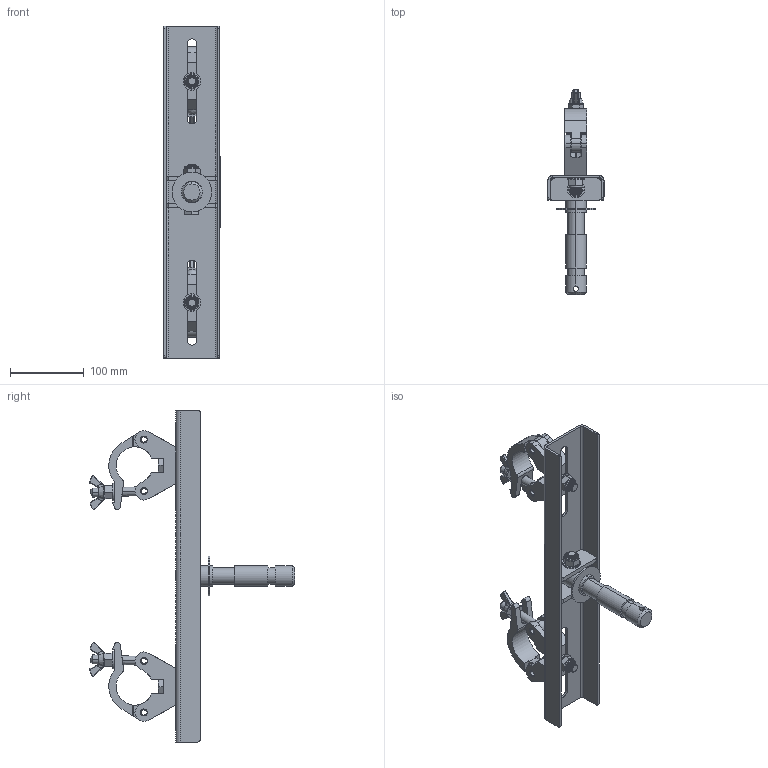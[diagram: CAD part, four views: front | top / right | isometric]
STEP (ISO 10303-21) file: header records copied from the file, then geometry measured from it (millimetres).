
FILE_DESCRIPTION (( 'STEP AP203' ), '1' );
FILE_NAME ('T55705.STEP', '2018-08-02T10:27:06', ( '' ), ( '' ), 'SwSTEP 2.0', 'SolidWorks 2016', '' );
FILE_SCHEMA (( 'CONFIG_CONTROL_DESIGN' ));
Length unit declared in the file: millimetre
Products named in the file (23): F883_DIN 315-M12-GT-C-N; Hex Bolt_ISO 4016 - M12 x 40 x 40-WS; TH2001_TH2001 - 30MM WIDE; SW3dPS-nyloc nut, st stl a2 iso_M12 NYLOC; TH2000_TH2000 - 30MM WIDE; T78000; TH1804; TH2256; T55705; A Washer_Bright washer BS 4320 - M12 (Form A); TH1802; T57001_T57001 T PLATE; F963; TH566; TH157_NO ENGRAVING; Hex Nut Style 1 GradeAB_Doughty Fastners_Hexagon Nut ISO - 4032 - M12 - D - S; F791; Hex Bolt_ISO 4016 - M12 x 60 x 30-WS; TH2255; TH156_TH650; T55705_LABEL; TH714; B Washer_Bright washer BS 4320 - M12 (Form B)
Assembly tree (31 placements, depth 4):
  T55705
    TH714
      TH2256
      TH2255  x2
    TH1804
      TH1802
      F963
    B Washer_Bright washer BS 4320 - M12 (Form B)  x4
    Hex Bolt_ISO 4016 - M12 x 60 x 30-WS
    SW3dPS-nyloc nut, st stl a2 iso_M12 NYLOC  x3
    T57001_T57001 T PLATE  x2
      TH156_TH650
        TH2000_TH2000 - 30MM WIDE
      TH157_NO ENGRAVING
        TH2001_TH2001 - 30MM WIDE
      T78000
        TH566
        A Washer_Bright washer BS 4320 - M12 (Form A)
        Hex Nut Style 1 GradeAB_Doughty Fastners_Hexagon Nut ISO - 4032 - M12 - D - S
        F883_DIN 315-M12-GT-C-N
      F791
    Hex Bolt_ISO 4016 - M12 x 40 x 40-WS  x2
    T55705_LABEL
Bounding box: 76.2 x 277.87 x 450 mm (x, y, z)
Volume: 547356.7 mm3; surface area: 248945.8 mm2
Topology: 32 solids, 32 shells, 1819 faces, 4557 edges, 2860 vertices
Faces by surface type: plane 611, cone 438, cylinder 421, bspline 299, torus 28, sphere 22
Entity records: 56930 total; most frequent: CARTESIAN_POINT 24209, ORIENTED_EDGE 6580, DIRECTION 5666, EDGE_CURVE 3290, VERTEX_POINT 2102, AXIS2_PLACEMENT_3D 1937, VECTOR 1792, LINE 1792
